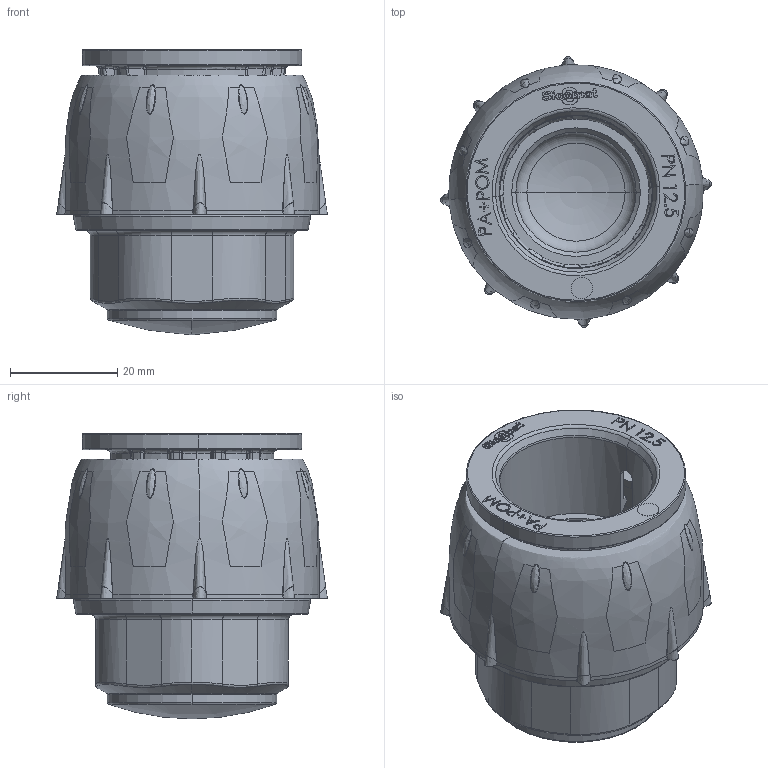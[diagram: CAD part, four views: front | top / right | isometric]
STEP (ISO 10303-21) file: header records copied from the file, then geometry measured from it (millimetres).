
FILE_DESCRIPTION (( 'STEP AP214' ), '1' );
FILE_NAME ('R221.028.000.STEP', '2019-10-24T15:05:02', ( '' ), ( '' ), 'SwSTEP 2.0', 'SolidWorks 2018', '' );
FILE_SCHEMA (( 'AUTOMOTIVE_DESIGN' ));
Length unit declared in the file: millimetre
Products named in the file (7): R209.028.003; OR_27.4x2.7; R209.028.001; R221.028.000-L; R221.028.000; R209.028.002; R2016.028.000
Assembly tree (6 placements, depth 2):
  R221.028.000
    R221.028.000-L
    OR_27.4x2.7
    R209.028.001
    R209.028.002
    R209.028.003
    R2016.028.000
Bounding box: 50.52 x 50.52 x 53.35 mm (x, y, z)
Volume: 36537 mm3; surface area: 29344.7 mm2
Topology: 6 solids, 14 shells, 927 faces, 2451 edges, 1569 vertices
Faces by surface type: bspline 375, plane 231, cylinder 156, torus 90, cone 65, sphere 10
Entity records: 53279 total; most frequent: CARTESIAN_POINT 33173, ORIENTED_EDGE 4850, DIRECTION 3066, EDGE_CURVE 2425, VERTEX_POINT 1577, AXIS2_PLACEMENT_3D 1176, B_SPLINE_CURVE_WITH_KNOTS 1069, EDGE_LOOP 988
